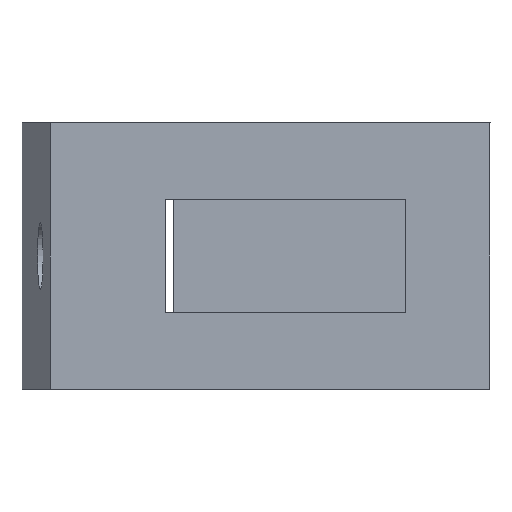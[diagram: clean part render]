
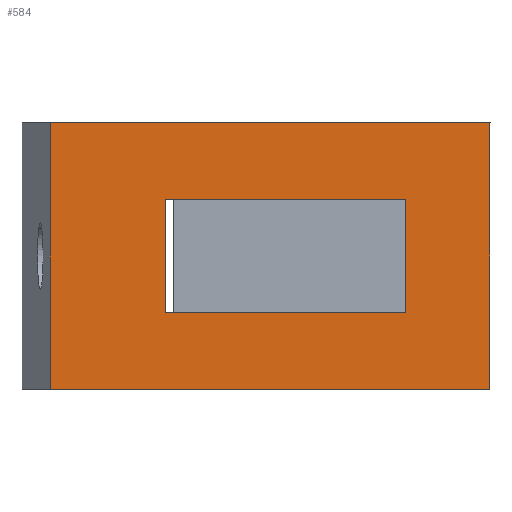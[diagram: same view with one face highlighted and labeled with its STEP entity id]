
A CAD part, left-side view. The second image highlights one B-rep face of the part: STEP entity #584.
In plain terms, the highlighted planar face has unit normal (-1, 0, 0).
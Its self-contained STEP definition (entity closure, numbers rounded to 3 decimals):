
#33=FACE_BOUND('',#123,.T.);
#81=FACE_OUTER_BOUND('',#122,.T.);
#122=EDGE_LOOP('',(#513,#514,#515,#516));
#123=EDGE_LOOP('',(#517,#518,#519,#520));
#136=LINE('',#829,#196);
#140=LINE('',#837,#200);
#142=LINE('',#844,#202);
#144=LINE('',#847,#204);
#170=LINE('',#915,#230);
#175=LINE('',#926,#235);
#182=LINE('',#954,#242);
#183=LINE('',#956,#243);
#196=VECTOR('',#665,10.);
#200=VECTOR('',#671,10.);
#202=VECTOR('',#679,10.);
#204=VECTOR('',#683,10.);
#230=VECTOR('',#747,10.);
#235=VECTOR('',#756,10.);
#242=VECTOR('',#789,10.);
#243=VECTOR('',#792,10.);
#256=VERTEX_POINT('',#827);
#257=VERTEX_POINT('',#828);
#260=VERTEX_POINT('',#836);
#262=VERTEX_POINT('',#843);
#284=VERTEX_POINT('',#912);
#285=VERTEX_POINT('',#914);
#289=VERTEX_POINT('',#924);
#297=VERTEX_POINT('',#952);
#308=EDGE_CURVE('',#256,#257,#136,.T.);
#312=EDGE_CURVE('',#257,#260,#140,.T.);
#316=EDGE_CURVE('',#260,#262,#142,.T.);
#318=EDGE_CURVE('',#262,#256,#144,.T.);
#352=EDGE_CURVE('',#284,#285,#170,.T.);
#358=EDGE_CURVE('',#289,#284,#175,.T.);
#371=EDGE_CURVE('',#289,#297,#182,.T.);
#372=EDGE_CURVE('',#285,#297,#183,.T.);
#513=ORIENTED_EDGE('',*,*,#371,.T.);
#514=ORIENTED_EDGE('',*,*,#372,.F.);
#515=ORIENTED_EDGE('',*,*,#352,.F.);
#516=ORIENTED_EDGE('',*,*,#358,.F.);
#517=ORIENTED_EDGE('',*,*,#316,.T.);
#518=ORIENTED_EDGE('',*,*,#318,.T.);
#519=ORIENTED_EDGE('',*,*,#308,.T.);
#520=ORIENTED_EDGE('',*,*,#312,.T.);
#554=PLANE('',#646);
#584=ADVANCED_FACE('',(#81,#33),#554,.F.);
#646=AXIS2_PLACEMENT_3D('',#964,#800,#801);
#665=DIRECTION('',(0.,0.,1.));
#671=DIRECTION('',(0.,-1.,0.));
#679=DIRECTION('',(0.,0.,-1.));
#683=DIRECTION('',(0.,1.,0.));
#747=DIRECTION('',(0.,0.,-1.));
#756=DIRECTION('',(0.,-1.,0.));
#789=DIRECTION('',(0.,0.,-1.));
#792=DIRECTION('',(0.,1.,0.));
#800=DIRECTION('center_axis',(1.,0.,0.));
#801=DIRECTION('ref_axis',(0.,-1.,0.));
#827=CARTESIAN_POINT('',(-47.329,72.834,11.821));
#828=CARTESIAN_POINT('',(-47.329,72.834,20.321));
#829=CARTESIAN_POINT('',(-47.329,72.834,23.196));
#836=CARTESIAN_POINT('',(-47.329,54.834,20.321));
#837=CARTESIAN_POINT('',(-47.329,82.657,20.321));
#843=CARTESIAN_POINT('',(-47.329,54.834,11.821));
#844=CARTESIAN_POINT('',(-47.329,54.834,18.946));
#847=CARTESIAN_POINT('',(-47.329,91.657,11.821));
#912=CARTESIAN_POINT('',(-47.329,48.479,26.071));
#914=CARTESIAN_POINT('',(-47.329,48.479,6.071));
#915=CARTESIAN_POINT('',(-47.329,48.479,26.071));
#924=CARTESIAN_POINT('',(-47.329,81.479,26.071));
#926=CARTESIAN_POINT('',(-47.329,82.979,26.071));
#952=CARTESIAN_POINT('',(-47.329,81.479,6.071));
#954=CARTESIAN_POINT('',(-47.329,81.479,21.071));
#956=CARTESIAN_POINT('',(-47.329,82.979,6.071));
#964=CARTESIAN_POINT('Origin',(-47.329,110.479,26.071));
